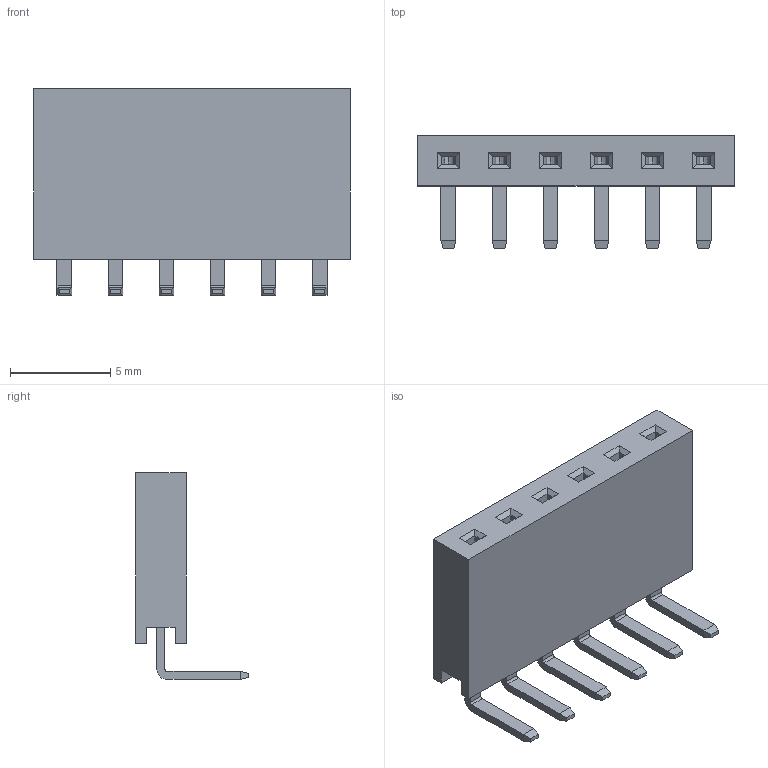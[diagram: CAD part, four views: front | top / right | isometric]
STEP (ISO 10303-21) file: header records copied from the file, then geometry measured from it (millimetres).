
FILE_DESCRIPTION( ( 'Unknown' ), '1' );
FILE_NAME( '613006143121.stp', 'Unknown', ( 'Unknown' ), ( 'Unknown' ), 'PSStep 14.0', 'Unknown', ' ' );
FILE_SCHEMA( ( 'AUTOMOTIVE_DESIGN { 1 0 10303 214 1 1 1 1 }' ) );
Length unit declared in the file: millimetre
Products named in the file (3): Assem1; 61300611821; 6130xx143121_PIN
Assembly tree (7 placements, depth 2):
  Assem1
    61300611821
    6130xx143121_PIN  x6
Bounding box: 15.74 x 5.59 x 10.3 mm (x, y, z)
Volume: 309.5 mm3; surface area: 852.7 mm2
Topology: 7 solids, 7 shells, 268 faces, 714 edges, 460 vertices
Faces by surface type: plane 232, cylinder 24, extrusion 12
Entity records: 4441 total; most frequent: CARTESIAN_POINT 640, ORIENTED_EDGE 598, DIRECTION 543, EDGE_CURVE 299, VECTOR 289, LINE 287, VERTEX_POINT 190, AXIS2_PLACEMENT_3D 127
